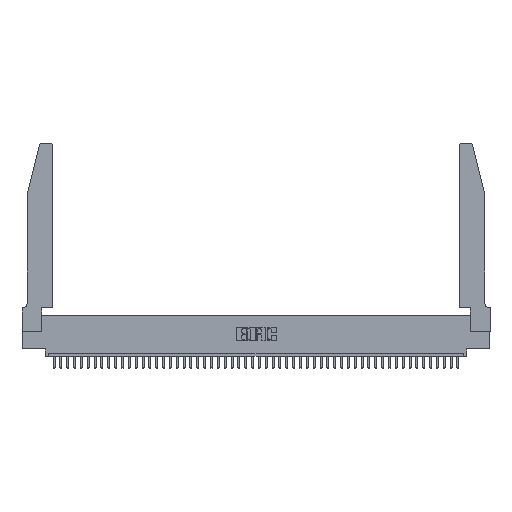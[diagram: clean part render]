
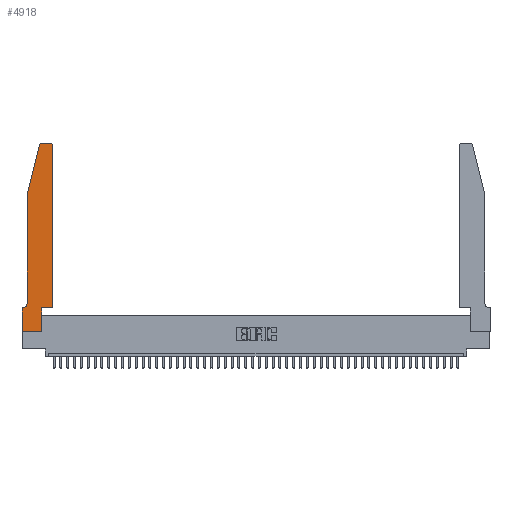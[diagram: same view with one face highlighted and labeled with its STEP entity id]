
A CAD part, top view. The second image highlights one B-rep face of the part: STEP entity #4918.
In plain terms, the highlighted planar face has unit normal (0, 0, 1).
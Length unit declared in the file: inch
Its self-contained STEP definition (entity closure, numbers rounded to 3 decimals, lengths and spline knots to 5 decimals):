
#527 = AXIS2_PLACEMENT_3D ( 'NONE', #24817, #32164, #25156 ) ;
#1043 = ORIENTED_EDGE ( 'NONE', *, *, #35134, .T. ) ;
#1632 = VERTEX_POINT ( 'NONE', #15257 ) ;
#2485 = VECTOR ( 'NONE', #24150, 39.37008 ) ;
#2608 = VERTEX_POINT ( 'NONE', #42898 ) ;
#2896 = LINE ( 'NONE', #36242, #26457 ) ;
#2935 = DIRECTION ( 'NONE',  ( -1., 0., 0. ) ) ;
#3018 = CIRCLE ( 'NONE', #32296, 0.03 ) ;
#3160 = CIRCLE ( 'NONE', #527, 0.07 ) ;
#3922 = ORIENTED_EDGE ( 'NONE', *, *, #24153, .T. ) ;
#4823 = EDGE_CURVE ( 'NONE', #9332, #1632, #2896, .T. ) ;
#4918 = ADVANCED_FACE ( 'NONE', ( #7504 ), #29611, .T. ) ;
#4970 = EDGE_CURVE ( 'NONE', #40523, #5025, #28782, .T. ) ;
#5025 = VERTEX_POINT ( 'NONE', #7105 ) ;
#5280 = VERTEX_POINT ( 'NONE', #16422 ) ;
#5485 = LINE ( 'NONE', #6771, #35468 ) ;
#6466 = ORIENTED_EDGE ( 'NONE', *, *, #15901, .T. ) ;
#6714 = VERTEX_POINT ( 'NONE', #36344 ) ;
#6771 = CARTESIAN_POINT ( 'NONE',  ( 0.0755, 2., 0.37 ) ) ;
#6940 = DIRECTION ( 'NONE',  ( 1., 0., 0. ) ) ;
#7105 = CARTESIAN_POINT ( 'NONE',  ( 0.4505, 2.72, 0.37 ) ) ;
#7504 = FACE_OUTER_BOUND ( 'NONE', #20390, .T. ) ;
#7962 = CARTESIAN_POINT ( 'NONE',  ( 0.4505, 0.35, 0.37 ) ) ;
#8022 = EDGE_CURVE ( 'NONE', #6714, #29238, #22108, .T. ) ;
#9332 = VERTEX_POINT ( 'NONE', #21271 ) ;
#9366 = CARTESIAN_POINT ( 'NONE',  ( 0.2865, 0., 0.37 ) ) ;
#12582 = ORIENTED_EDGE ( 'NONE', *, *, #21754, .T. ) ;
#14155 = CARTESIAN_POINT ( 'NONE',  ( 0., 0.35, 0.37 ) ) ;
#14188 = ORIENTED_EDGE ( 'NONE', *, *, #47048, .T. ) ;
#15257 = CARTESIAN_POINT ( 'NONE',  ( 0.284, 2.75, 0.37 ) ) ;
#15525 = ORIENTED_EDGE ( 'NONE', *, *, #44747, .T. ) ;
#15901 = EDGE_CURVE ( 'NONE', #1632, #5280, #25589, .T. ) ;
#16422 = CARTESIAN_POINT ( 'NONE',  ( 0.25487, 2.72718, 0.37 ) ) ;
#17195 = VECTOR ( 'NONE', #47457, 39.37008 ) ;
#17619 = CARTESIAN_POINT ( 'NONE',  ( 0.2865, 0.35, 0.37 ) ) ;
#17990 = ORIENTED_EDGE ( 'NONE', *, *, #4823, .T. ) ;
#18364 = VECTOR ( 'NONE', #23149, 39.37008 ) ;
#18383 = CARTESIAN_POINT ( 'NONE',  ( 0., 0.35, 0.37 ) ) ;
#19038 = ORIENTED_EDGE ( 'NONE', *, *, #25771, .T. ) ;
#19296 = VECTOR ( 'NONE', #24124, 39.37008 ) ;
#19384 = DIRECTION ( 'NONE',  ( 1., 0., 0. ) ) ;
#19505 = ORIENTED_EDGE ( 'NONE', *, *, #29726, .T. ) ;
#19927 = CARTESIAN_POINT ( 'NONE',  ( 0.0755, 2., 0.37 ) ) ;
#20390 = EDGE_LOOP ( 'NONE', ( #17990, #6466, #14188, #12582, #3922, #43912, #26727, #15525, #1043, #19505, #42264, #19038 ) ) ;
#20901 = VECTOR ( 'NONE', #39068, 39.37008 ) ;
#21069 = CARTESIAN_POINT ( 'NONE',  ( 0.2865, 0.35, 0.37 ) ) ;
#21271 = CARTESIAN_POINT ( 'NONE',  ( 0.4205, 2.75, 0.37 ) ) ;
#21754 = EDGE_CURVE ( 'NONE', #47444, #2608, #5485, .T. ) ;
#22108 = LINE ( 'NONE', #46040, #2485 ) ;
#22164 = CARTESIAN_POINT ( 'NONE',  ( 0., 0., 0.37 ) ) ;
#22517 = VECTOR ( 'NONE', #36903, 39.37008 ) ;
#23149 = DIRECTION ( 'NONE',  ( -0.239, -0.971, 0. ) ) ;
#23428 = DIRECTION ( 'NONE',  ( 0., 0., 1. ) ) ;
#24124 = DIRECTION ( 'NONE',  ( 1., 0., 0. ) ) ;
#24150 = DIRECTION ( 'NONE',  ( -1., 0., 0. ) ) ;
#24153 = EDGE_CURVE ( 'NONE', #2608, #6714, #3160, .T. ) ;
#24817 = CARTESIAN_POINT ( 'NONE',  ( 0.0055, 0.42, 0.37 ) ) ;
#25156 = DIRECTION ( 'NONE',  ( -1., 0., 0. ) ) ;
#25589 = CIRCLE ( 'NONE', #34495, 0.03 ) ;
#25771 = EDGE_CURVE ( 'NONE', #5025, #9332, #3018, .T. ) ;
#26457 = VECTOR ( 'NONE', #2935, 39.37008 ) ;
#26727 = ORIENTED_EDGE ( 'NONE', *, *, #40288, .T. ) ;
#27057 = LINE ( 'NONE', #28992, #36869 ) ;
#28782 = LINE ( 'NONE', #44160, #22517 ) ;
#28992 = CARTESIAN_POINT ( 'NONE',  ( 0., 0., 0.37 ) ) ;
#29238 = VERTEX_POINT ( 'NONE', #14155 ) ;
#29265 = LINE ( 'NONE', #19927, #18364 ) ;
#29282 = DIRECTION ( 'NONE',  ( 0., 0., 1. ) ) ;
#29611 = PLANE ( 'NONE',  #47525 ) ;
#29726 = EDGE_CURVE ( 'NONE', #35633, #40523, #38873, .T. ) ;
#31685 = CARTESIAN_POINT ( 'NONE',  ( 0.284, 2.72, 0.37 ) ) ;
#32164 = DIRECTION ( 'NONE',  ( 0., 0., -1. ) ) ;
#32296 = AXIS2_PLACEMENT_3D ( 'NONE', #41431, #23428, #19384 ) ;
#32520 = DIRECTION ( 'NONE',  ( 0., -1., 0. ) ) ;
#34495 = AXIS2_PLACEMENT_3D ( 'NONE', #31685, #46398, #39301 ) ;
#35134 = EDGE_CURVE ( 'NONE', #40422, #35633, #46250, .T. ) ;
#35468 = VECTOR ( 'NONE', #32520, 39.37008 ) ;
#35633 = VERTEX_POINT ( 'NONE', #17619 ) ;
#36242 = CARTESIAN_POINT ( 'NONE',  ( 0.2605, 2.75, 0.37 ) ) ;
#36344 = CARTESIAN_POINT ( 'NONE',  ( 0.0055, 0.35, 0.37 ) ) ;
#36616 = CARTESIAN_POINT ( 'NONE',  ( 0.0755, 2., 0.37 ) ) ;
#36869 = VECTOR ( 'NONE', #6940, 39.37008 ) ;
#36903 = DIRECTION ( 'NONE',  ( 0., 1., 0. ) ) ;
#38873 = LINE ( 'NONE', #39247, #19296 ) ;
#39068 = DIRECTION ( 'NONE',  ( 0., 1., 0. ) ) ;
#39247 = CARTESIAN_POINT ( 'NONE',  ( 0.4505, 0.35, 0.37 ) ) ;
#39301 = DIRECTION ( 'NONE',  ( 1., 0., 0. ) ) ;
#40288 = EDGE_CURVE ( 'NONE', #29238, #42789, #41433, .T. ) ;
#40422 = VERTEX_POINT ( 'NONE', #9366 ) ;
#40523 = VERTEX_POINT ( 'NONE', #7962 ) ;
#40926 = DIRECTION ( 'NONE',  ( 1., 0., 0. ) ) ;
#41431 = CARTESIAN_POINT ( 'NONE',  ( 0.4205, 2.72, 0.37 ) ) ;
#41433 = LINE ( 'NONE', #43583, #17195 ) ;
#42264 = ORIENTED_EDGE ( 'NONE', *, *, #4970, .T. ) ;
#42789 = VERTEX_POINT ( 'NONE', #22164 ) ;
#42898 = CARTESIAN_POINT ( 'NONE',  ( 0.0755, 0.42, 0.37 ) ) ;
#43583 = CARTESIAN_POINT ( 'NONE',  ( 0., 0., 0.37 ) ) ;
#43912 = ORIENTED_EDGE ( 'NONE', *, *, #8022, .T. ) ;
#44160 = CARTESIAN_POINT ( 'NONE',  ( 0.4505, 0.35, 0.37 ) ) ;
#44747 = EDGE_CURVE ( 'NONE', #42789, #40422, #27057, .T. ) ;
#46040 = CARTESIAN_POINT ( 'NONE',  ( 0.0755, 0.35, 0.37 ) ) ;
#46250 = LINE ( 'NONE', #21069, #20901 ) ;
#46398 = DIRECTION ( 'NONE',  ( 0., 0., 1. ) ) ;
#47048 = EDGE_CURVE ( 'NONE', #5280, #47444, #29265, .T. ) ;
#47444 = VERTEX_POINT ( 'NONE', #36616 ) ;
#47457 = DIRECTION ( 'NONE',  ( 0., -1., 0. ) ) ;
#47525 = AXIS2_PLACEMENT_3D ( 'NONE', #18383, #29282, #40926 ) ;
